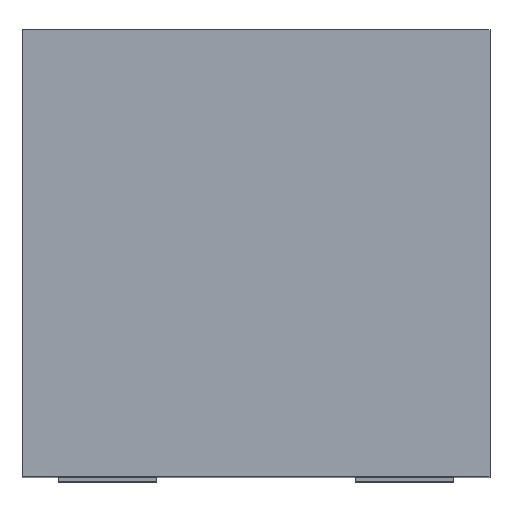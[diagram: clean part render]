
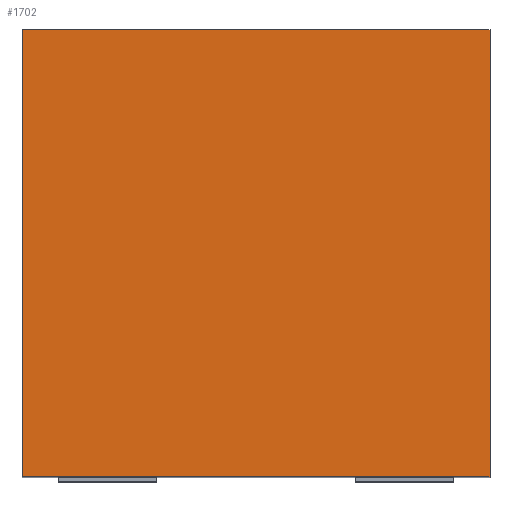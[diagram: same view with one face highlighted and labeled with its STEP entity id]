
A CAD part, top view. The second image highlights one B-rep face of the part: STEP entity #1702.
In plain terms, the highlighted planar face has unit normal (0, 0, 1).
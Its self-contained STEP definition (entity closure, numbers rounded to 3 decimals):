
#40 = VERTEX_POINT ( 'NONE', #845 ) ;
#212 = DIRECTION ( 'NONE',  ( 0., 1., 0. ) ) ;
#408 = CARTESIAN_POINT ( 'NONE',  ( -5.25, 10.03, 5.9 ) ) ;
#446 = EDGE_LOOP ( 'NONE', ( #1133, #1621, #1017, #2367 ) ) ;
#449 = EDGE_CURVE ( 'NONE', #40, #635, #531, .T. ) ;
#496 = CARTESIAN_POINT ( 'NONE',  ( 5.25, 10.03, 5.9 ) ) ;
#505 = VERTEX_POINT ( 'NONE', #2396 ) ;
#531 = LINE ( 'NONE', #496, #654 ) ;
#616 = DIRECTION ( 'NONE',  ( -1., 0., 0. ) ) ;
#635 = VERTEX_POINT ( 'NONE', #2260 ) ;
#654 = VECTOR ( 'NONE', #1465, 1000. ) ;
#807 = LINE ( 'NONE', #1025, #1305 ) ;
#809 = VERTEX_POINT ( 'NONE', #863 ) ;
#845 = CARTESIAN_POINT ( 'NONE',  ( -5.25, 10.03, 5.9 ) ) ;
#863 = CARTESIAN_POINT ( 'NONE',  ( -5.25, 0., 5.9 ) ) ;
#970 = EDGE_CURVE ( 'NONE', #505, #635, #807, .T. ) ;
#981 = DIRECTION ( 'NONE',  ( 0., 1., 0. ) ) ;
#1017 = ORIENTED_EDGE ( 'NONE', *, *, #1417, .F. ) ;
#1025 = CARTESIAN_POINT ( 'NONE',  ( 5.25, 10.03, 5.9 ) ) ;
#1029 = PLANE ( 'NONE',  #2418 ) ;
#1133 = ORIENTED_EDGE ( 'NONE', *, *, #970, .T. ) ;
#1291 = VECTOR ( 'NONE', #981, 1000. ) ;
#1305 = VECTOR ( 'NONE', #212, 1000. ) ;
#1417 = EDGE_CURVE ( 'NONE', #809, #40, #1574, .T. ) ;
#1465 = DIRECTION ( 'NONE',  ( 1., 0., 0. ) ) ;
#1574 = LINE ( 'NONE', #2094, #1291 ) ;
#1621 = ORIENTED_EDGE ( 'NONE', *, *, #449, .F. ) ;
#1639 = FACE_OUTER_BOUND ( 'NONE', #446, .T. ) ;
#1653 = EDGE_CURVE ( 'NONE', #809, #505, #2156, .T. ) ;
#1702 = ADVANCED_FACE ( 'NONE', ( #1639 ), #1029, .F. ) ;
#1744 = DIRECTION ( 'NONE',  ( 0., 0., -1. ) ) ;
#1764 = VECTOR ( 'NONE', #2198, 1000. ) ;
#2094 = CARTESIAN_POINT ( 'NONE',  ( -5.25, 10.03, 5.9 ) ) ;
#2156 = LINE ( 'NONE', #2170, #1764 ) ;
#2170 = CARTESIAN_POINT ( 'NONE',  ( 5.25, 0., 5.9 ) ) ;
#2198 = DIRECTION ( 'NONE',  ( 1., 0., 0. ) ) ;
#2260 = CARTESIAN_POINT ( 'NONE',  ( 5.25, 10.03, 5.9 ) ) ;
#2367 = ORIENTED_EDGE ( 'NONE', *, *, #1653, .T. ) ;
#2396 = CARTESIAN_POINT ( 'NONE',  ( 5.25, 0., 5.9 ) ) ;
#2418 = AXIS2_PLACEMENT_3D ( 'NONE', #408, #1744, #616 ) ;
